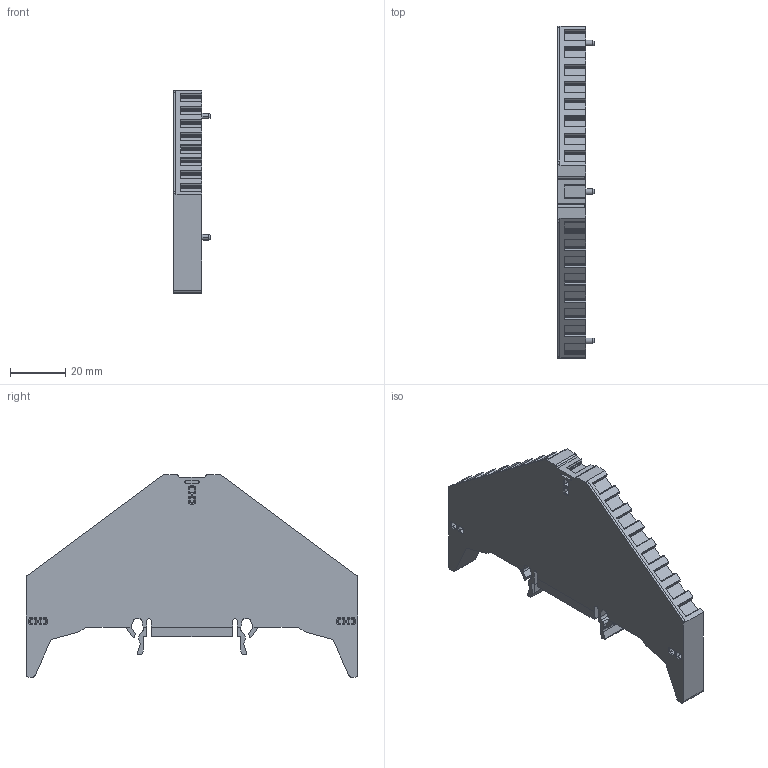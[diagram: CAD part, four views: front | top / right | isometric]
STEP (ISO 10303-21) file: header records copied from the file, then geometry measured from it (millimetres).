
FILE_DESCRIPTION(('CATIA V5R22 STEP214','CAx-IF Rec.Pracs.--- Model Styling and Organization---1.4--- 2014-01-23'),'2;1');
FILE_NAME ('008289-2_0', '2021-06-22T06:11:51+00:00', ('Weidmueller Interface'), ('Weidmueller'), 'CATIA Version 5-6 Release 2016 SP3 HF44', 'CATIA V5 STEP AP214', 'none');
FILE_SCHEMA(('AUTOMOTIVE_DESIGN { 1 0 10303 214 1 1 1 1 }'));
Products named in the file (1): 1173570000
Bounding box: 13.2 x 120 x 73.1 mm (x, y, z)
Volume: 50996.1 mm3; surface area: 15941.9 mm2
Topology: 1 solids, 1 shells, 849 faces, 2290 edges, 1420 vertices
Faces by surface type: plane 341, cylinder 334, cone 78, bspline 76, torus 18, extrusion 2
Entity records: 47436 total; most frequent: CARTESIAN_POINT 27558, ORIENTED_EDGE 4508, DIRECTION 3377, EDGE_CURVE 2254, VERTEX_POINT 1420, VECTOR 1355, LINE 1353, AXIS2_PLACEMENT_3D 1327
